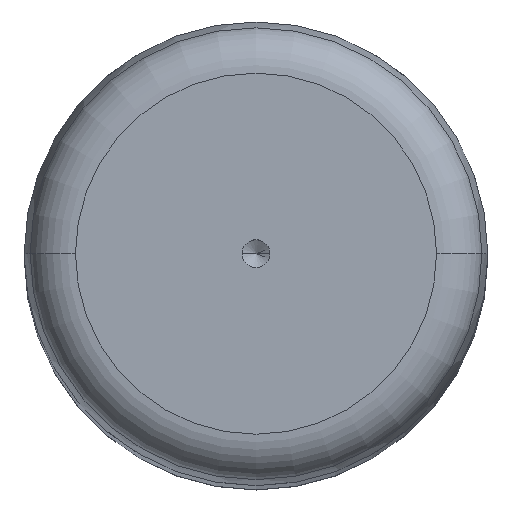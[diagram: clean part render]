
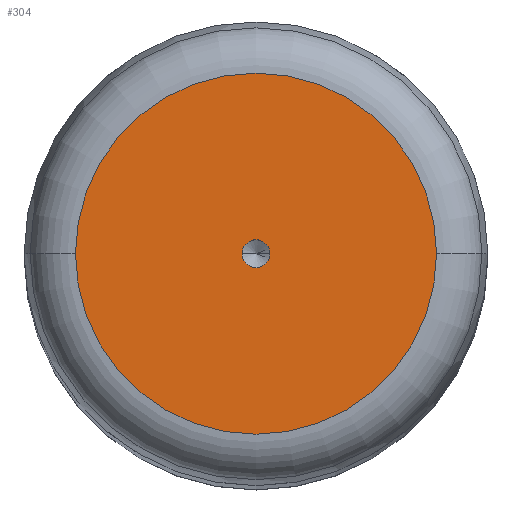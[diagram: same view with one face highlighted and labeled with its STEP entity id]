
A CAD part, top view. The second image highlights one B-rep face of the part: STEP entity #304.
In plain terms, the highlighted planar face has unit normal (0, 0, 1).
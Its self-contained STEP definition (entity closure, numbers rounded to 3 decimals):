
#8 = CIRCLE ( 'NONE', #48, 1.5 ) ;
#11 = CARTESIAN_POINT ( 'NONE',  ( 0., 0., 280. ) ) ;
#12 = CIRCLE ( 'NONE', #470, 1.5 ) ;
#16 = DIRECTION ( 'NONE',  ( 0., 0., 1. ) ) ;
#18 = CARTESIAN_POINT ( 'NONE',  ( -1.5, 0., 280. ) ) ;
#48 = AXIS2_PLACEMENT_3D ( 'NONE', #339, #16, #164 ) ;
#56 = DIRECTION ( 'NONE',  ( 1., 0., 0. ) ) ;
#64 = CARTESIAN_POINT ( 'NONE',  ( 1.5, 0., 280. ) ) ;
#82 = DIRECTION ( 'NONE',  ( 0., 0., 1. ) ) ;
#146 = EDGE_CURVE ( 'NONE', #303, #245, #352, .T. ) ;
#153 = CARTESIAN_POINT ( 'NONE',  ( -19.467, 0., 280. ) ) ;
#157 = DIRECTION ( 'NONE',  ( 1., 0., 0. ) ) ;
#161 = EDGE_CURVE ( 'NONE', #599, #593, #8, .T. ) ;
#163 = DIRECTION ( 'NONE',  ( 0., 0., 1. ) ) ;
#164 = DIRECTION ( 'NONE',  ( 1., 0., 0. ) ) ;
#169 = CARTESIAN_POINT ( 'NONE',  ( 0., 0., 280. ) ) ;
#201 = AXIS2_PLACEMENT_3D ( 'NONE', #264, #377, #157 ) ;
#245 = VERTEX_POINT ( 'NONE', #560 ) ;
#264 = CARTESIAN_POINT ( 'NONE',  ( 0., 0., 280. ) ) ;
#277 = ORIENTED_EDGE ( 'NONE', *, *, #555, .F. ) ;
#287 = PLANE ( 'NONE',  #302 ) ;
#302 = AXIS2_PLACEMENT_3D ( 'NONE', #11, #82, #56 ) ;
#303 = VERTEX_POINT ( 'NONE', #153 ) ;
#304 = ADVANCED_FACE ( 'NONE', ( #369, #589 ), #287, .T. ) ;
#327 = DIRECTION ( 'NONE',  ( 1., 0., 0. ) ) ;
#339 = CARTESIAN_POINT ( 'NONE',  ( 0., 0., 280. ) ) ;
#352 = CIRCLE ( 'NONE', #408, 19.467 ) ;
#369 = FACE_BOUND ( 'NONE', #576, .T. ) ;
#377 = DIRECTION ( 'NONE',  ( 0., 0., 1. ) ) ;
#408 = AXIS2_PLACEMENT_3D ( 'NONE', #169, #482, #639 ) ;
#411 = EDGE_LOOP ( 'NONE', ( #434, #438 ) ) ;
#434 = ORIENTED_EDGE ( 'NONE', *, *, #480, .T. ) ;
#438 = ORIENTED_EDGE ( 'NONE', *, *, #146, .T. ) ;
#470 = AXIS2_PLACEMENT_3D ( 'NONE', #631, #163, #327 ) ;
#480 = EDGE_CURVE ( 'NONE', #245, #303, #548, .T. ) ;
#482 = DIRECTION ( 'NONE',  ( 0., 0., 1. ) ) ;
#529 = ORIENTED_EDGE ( 'NONE', *, *, #161, .F. ) ;
#548 = CIRCLE ( 'NONE', #201, 19.467 ) ;
#555 = EDGE_CURVE ( 'NONE', #593, #599, #12, .T. ) ;
#560 = CARTESIAN_POINT ( 'NONE',  ( 19.467, 0., 280. ) ) ;
#576 = EDGE_LOOP ( 'NONE', ( #277, #529 ) ) ;
#589 = FACE_OUTER_BOUND ( 'NONE', #411, .T. ) ;
#593 = VERTEX_POINT ( 'NONE', #64 ) ;
#599 = VERTEX_POINT ( 'NONE', #18 ) ;
#631 = CARTESIAN_POINT ( 'NONE',  ( 0., 0., 280. ) ) ;
#639 = DIRECTION ( 'NONE',  ( 1., 0., 0. ) ) ;
